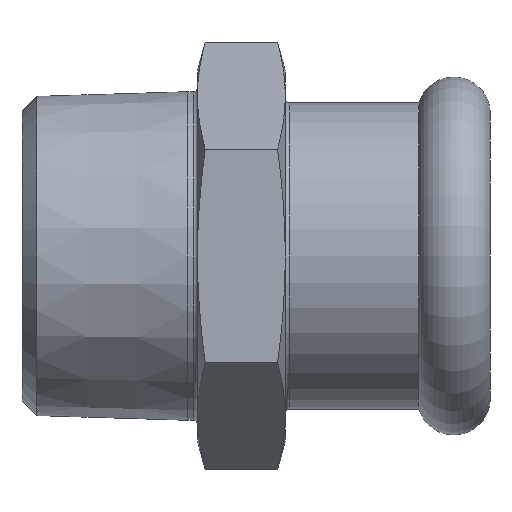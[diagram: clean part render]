
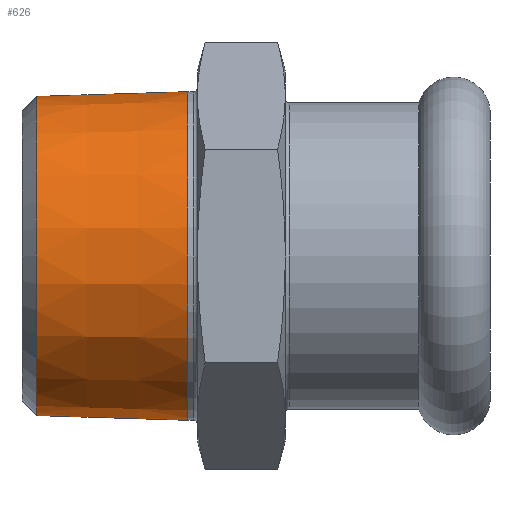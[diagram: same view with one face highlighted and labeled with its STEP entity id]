
A CAD part, left-side view. The second image highlights one B-rep face of the part: STEP entity #626.
In plain terms, the highlighted conical face has half-angle 1.78 degrees and reference radius 16.586 mm.
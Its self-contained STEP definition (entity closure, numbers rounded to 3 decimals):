
#32=CONICAL_SURFACE('',#726,16.586,0.031);
#109=LINE('',#1144,#124);
#124=VECTOR('',#904,16.586);
#164=FACE_OUTER_BOUND('',#204,.T.);
#204=EDGE_LOOP('',(#555,#556,#557,#558,#559,#560));
#240=CIRCLE('',#705,16.85);
#241=CIRCLE('',#706,16.85);
#252=CIRCLE('',#724,16.368);
#253=CIRCLE('',#725,16.368);
#300=VERTEX_POINT('',#1104);
#301=VERTEX_POINT('',#1105);
#311=VERTEX_POINT('',#1138);
#312=VERTEX_POINT('',#1140);
#379=EDGE_CURVE('',#300,#301,#240,.T.);
#380=EDGE_CURVE('',#301,#300,#241,.T.);
#396=EDGE_CURVE('',#311,#312,#252,.T.);
#397=EDGE_CURVE('',#312,#311,#253,.T.);
#398=EDGE_CURVE('',#312,#301,#109,.T.);
#555=ORIENTED_EDGE('',*,*,#396,.F.);
#556=ORIENTED_EDGE('',*,*,#397,.F.);
#557=ORIENTED_EDGE('',*,*,#398,.T.);
#558=ORIENTED_EDGE('',*,*,#380,.T.);
#559=ORIENTED_EDGE('',*,*,#379,.T.);
#560=ORIENTED_EDGE('',*,*,#398,.F.);
#626=ADVANCED_FACE('',(#164),#32,.T.);
#705=AXIS2_PLACEMENT_3D('',#1106,#855,#856);
#706=AXIS2_PLACEMENT_3D('',#1107,#857,#858);
#724=AXIS2_PLACEMENT_3D('',#1141,#898,#899);
#725=AXIS2_PLACEMENT_3D('',#1142,#900,#901);
#726=AXIS2_PLACEMENT_3D('',#1143,#902,#903);
#855=DIRECTION('center_axis',(0.,1.,0.));
#856=DIRECTION('ref_axis',(1.,0.,0.));
#857=DIRECTION('center_axis',(0.,1.,0.));
#858=DIRECTION('ref_axis',(1.,0.,0.));
#898=DIRECTION('center_axis',(0.,1.,0.));
#899=DIRECTION('ref_axis',(0.,0.,-1.));
#900=DIRECTION('center_axis',(0.,1.,0.));
#901=DIRECTION('ref_axis',(0.,0.,-1.));
#902=DIRECTION('center_axis',(0.,-1.,0.));
#903=DIRECTION('ref_axis',(0.,0.,1.));
#904=DIRECTION('',(0.,-1.,-0.031));
#1104=CARTESIAN_POINT('',(0.,31.,16.85));
#1105=CARTESIAN_POINT('',(0.,31.,-16.85));
#1106=CARTESIAN_POINT('Origin',(0.,31.,0.));
#1107=CARTESIAN_POINT('Origin',(0.,31.,0.));
#1138=CARTESIAN_POINT('',(0.,46.501,16.368));
#1140=CARTESIAN_POINT('',(0.,46.501,-16.368));
#1141=CARTESIAN_POINT('Origin',(0.,46.501,
0.));
#1142=CARTESIAN_POINT('Origin',(0.,46.501,
0.));
#1143=CARTESIAN_POINT('Origin',(0.,39.5,0.));
#1144=CARTESIAN_POINT('',(0.,39.5,-16.586));
